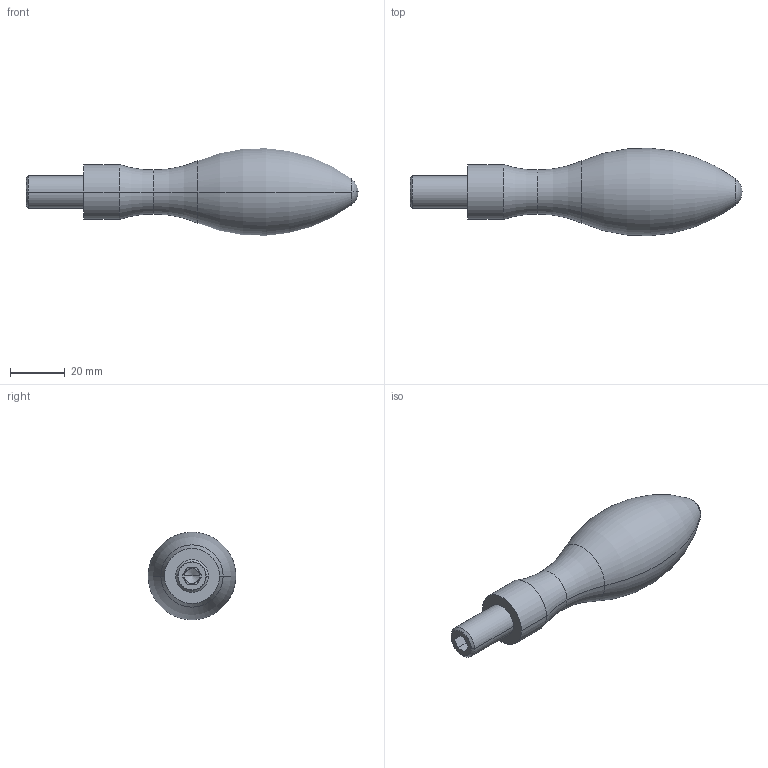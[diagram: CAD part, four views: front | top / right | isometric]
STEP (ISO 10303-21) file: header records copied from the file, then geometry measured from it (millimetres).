
FILE_DESCRIPTION(('STEP AP214'),'1');
FILE_NAME('HALDERN_EH_24450_0132.stp','2017-05-09T08:15:18',('TraceParts'),('TraceParts S.A.'),'Spatial InterOp 3D',' ',' ');
FILE_SCHEMA(('automotive_design'));
Length unit declared in the file: millimetre
Products named in the file (1): HALDERN_EH_24450_0132
Bounding box: 121 x 31.9 x 31.84 mm (x, y, z)
Volume: 45764.2 mm3; surface area: 8668.2 mm2
Topology: 1 solids, 1 shells, 35 faces, 80 edges, 46 vertices
Faces by surface type: plane 15, cone 8, torus 6, cylinder 4, sphere 2
Entity records: 1238 total; most frequent: CARTESIAN_POINT 182, DIRECTION 164, ORIENTED_EDGE 152, EDGE_CURVE 76, AXIS2_PLACEMENT_3D 64, VERTEX_POINT 46, EDGE_LOOP 38, STYLED_ITEM 36
